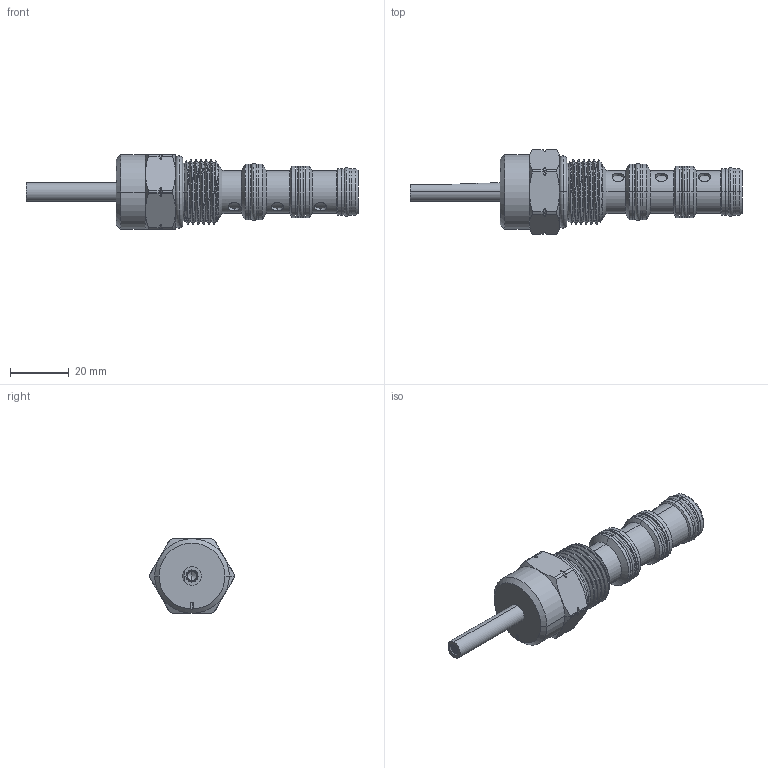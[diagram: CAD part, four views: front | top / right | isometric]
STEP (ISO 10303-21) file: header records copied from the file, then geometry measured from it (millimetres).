
FILE_DESCRIPTION (( 'STEP AP203' ), '1' );
FILE_NAME ('DR10W4A10.STEP', '2022-12-16T07:17:54', ( '' ), ( '' ), 'SwSTEP 2.0', 'SolidWorks 2018', '' );
FILE_SCHEMA (( 'CONFIG_CONTROL_DESIGN' ));
Length unit declared in the file: millimetre
Products named in the file (1): DR10W4A10
Bounding box: 112.99 x 28.8 x 25.4 mm (x, y, z)
Volume: 25678.4 mm3; surface area: 10300 mm2
Topology: 6 solids, 6 shells, 267 faces, 637 edges, 400 vertices
Faces by surface type: cylinder 137, cone 58, plane 33, torus 30, bspline 9
Entity records: 16288 total; most frequent: CARTESIAN_POINT 10291, ORIENTED_EDGE 1270, DIRECTION 1184, EDGE_CURVE 635, AXIS2_PLACEMENT_3D 502, VERTEX_POINT 400, EDGE_LOOP 297, FACE_OUTER_BOUND 267
